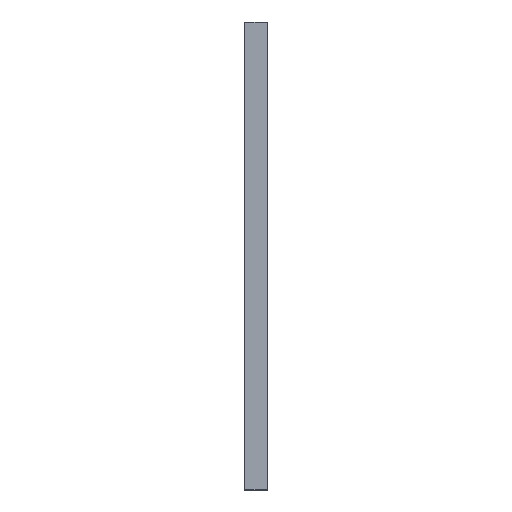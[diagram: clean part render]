
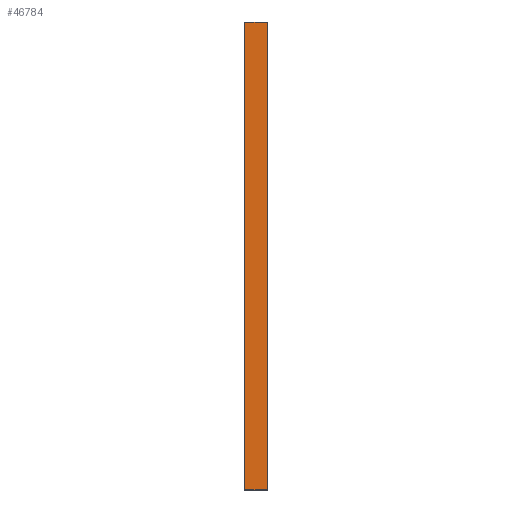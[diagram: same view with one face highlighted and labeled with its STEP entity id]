
A CAD part, front view. The second image highlights one B-rep face of the part: STEP entity #46784.
In plain terms, the highlighted planar face has unit normal (0, -1, 0).
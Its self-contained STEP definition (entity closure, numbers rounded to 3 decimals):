
#36920 = PLANE('',#36921);
#36921 = AXIS2_PLACEMENT_3D('',#36922,#36923,#36924);
#36922 = CARTESIAN_POINT('',(7.5,-15.45,0.05));
#36923 = DIRECTION('',(0.,0.707,0.707));
#36924 = DIRECTION('',(1.,0.,0.));
#37228 = PLANE('',#37229);
#37229 = AXIS2_PLACEMENT_3D('',#37230,#37231,#37232);
#37230 = CARTESIAN_POINT('',(7.5,-15.45,299.95));
#37231 = DIRECTION('',(0.,-0.707,
    0.707));
#37232 = DIRECTION('',(1.,0.,0.));
#37515 = PLANE('',#37516);
#37516 = AXIS2_PLACEMENT_3D('',#37517,#37518,#37519);
#37517 = CARTESIAN_POINT('',(-7.4,-15.4,0.));
#37518 = DIRECTION('',(-0.707,-0.707,
    0.));
#37519 = DIRECTION('',(0.,0.,1.));
#40881 = VERTEX_POINT('',#40882);
#40882 = CARTESIAN_POINT('',(7.4,-15.5,0.1));
#40903 = EDGE_CURVE('',#40881,#40904,#40906,.T.);
#40904 = VERTEX_POINT('',#40905);
#40905 = CARTESIAN_POINT('',(-7.3,-15.5,0.1));
#40906 = SURFACE_CURVE('',#40907,(#40911,#40918),.PCURVE_S1.);
#40907 = LINE('',#40908,#40909);
#40908 = CARTESIAN_POINT('',(7.5,-15.5,0.1));
#40909 = VECTOR('',#40910,1.);
#40910 = DIRECTION('',(-1.,0.,0.));
#40911 = PCURVE('',#36920,#40912);
#40912 = DEFINITIONAL_REPRESENTATION('',(#40913),#40917);
#40913 = LINE('',#40914,#40915);
#40914 = CARTESIAN_POINT('',(0.,-0.071));
#40915 = VECTOR('',#40916,1.);
#40916 = DIRECTION('',(-1.,0.));
#40917 = ( GEOMETRIC_REPRESENTATION_CONTEXT(2) 
PARAMETRIC_REPRESENTATION_CONTEXT() REPRESENTATION_CONTEXT('2D SPACE',''
  ) );
#40918 = PCURVE('',#40919,#40924);
#40919 = PLANE('',#40920);
#40920 = AXIS2_PLACEMENT_3D('',#40921,#40922,#40923);
#40921 = CARTESIAN_POINT('',(7.5,-15.5,0.));
#40922 = DIRECTION('',(0.,-1.,0.));
#40923 = DIRECTION('',(-1.,0.,0.));
#40924 = DEFINITIONAL_REPRESENTATION('',(#40925),#40929);
#40925 = LINE('',#40926,#40927);
#40926 = CARTESIAN_POINT('',(0.,-0.1));
#40927 = VECTOR('',#40928,1.);
#40928 = DIRECTION('',(1.,0.));
#40929 = ( GEOMETRIC_REPRESENTATION_CONTEXT(2) 
PARAMETRIC_REPRESENTATION_CONTEXT() REPRESENTATION_CONTEXT('2D SPACE',''
  ) );
#41196 = VERTEX_POINT('',#41197);
#41197 = CARTESIAN_POINT('',(7.4,-15.5,299.9));
#41218 = EDGE_CURVE('',#41196,#41219,#41221,.T.);
#41219 = VERTEX_POINT('',#41220);
#41220 = CARTESIAN_POINT('',(-7.3,-15.5,299.9));
#41221 = SURFACE_CURVE('',#41222,(#41226,#41233),.PCURVE_S1.);
#41222 = LINE('',#41223,#41224);
#41223 = CARTESIAN_POINT('',(7.5,-15.5,299.9));
#41224 = VECTOR('',#41225,1.);
#41225 = DIRECTION('',(-1.,0.,0.));
#41226 = PCURVE('',#37228,#41227);
#41227 = DEFINITIONAL_REPRESENTATION('',(#41228),#41232);
#41228 = LINE('',#41229,#41230);
#41229 = CARTESIAN_POINT('',(0.,-0.071));
#41230 = VECTOR('',#41231,1.);
#41231 = DIRECTION('',(-1.,0.));
#41232 = ( GEOMETRIC_REPRESENTATION_CONTEXT(2) 
PARAMETRIC_REPRESENTATION_CONTEXT() REPRESENTATION_CONTEXT('2D SPACE',''
  ) );
#41233 = PCURVE('',#40919,#41234);
#41234 = DEFINITIONAL_REPRESENTATION('',(#41235),#41239);
#41235 = LINE('',#41236,#41237);
#41236 = CARTESIAN_POINT('',(0.,-299.9));
#41237 = VECTOR('',#41238,1.);
#41238 = DIRECTION('',(1.,0.));
#41239 = ( GEOMETRIC_REPRESENTATION_CONTEXT(2) 
PARAMETRIC_REPRESENTATION_CONTEXT() REPRESENTATION_CONTEXT('2D SPACE',''
  ) );
#41375 = EDGE_CURVE('',#40904,#41219,#41376,.T.);
#41376 = SURFACE_CURVE('',#41377,(#41381,#41388),.PCURVE_S1.);
#41377 = LINE('',#41378,#41379);
#41378 = CARTESIAN_POINT('',(-7.3,-15.5,0.));
#41379 = VECTOR('',#41380,1.);
#41380 = DIRECTION('',(0.,0.,1.));
#41381 = PCURVE('',#37515,#41382);
#41382 = DEFINITIONAL_REPRESENTATION('',(#41383),#41387);
#41383 = LINE('',#41384,#41385);
#41384 = CARTESIAN_POINT('',(0.,-0.141));
#41385 = VECTOR('',#41386,1.);
#41386 = DIRECTION('',(1.,0.));
#41387 = ( GEOMETRIC_REPRESENTATION_CONTEXT(2) 
PARAMETRIC_REPRESENTATION_CONTEXT() REPRESENTATION_CONTEXT('2D SPACE',''
  ) );
#41388 = PCURVE('',#40919,#41389);
#41389 = DEFINITIONAL_REPRESENTATION('',(#41390),#41394);
#41390 = LINE('',#41391,#41392);
#41391 = CARTESIAN_POINT('',(14.8,0.));
#41392 = VECTOR('',#41393,1.);
#41393 = DIRECTION('',(0.,-1.));
#41394 = ( GEOMETRIC_REPRESENTATION_CONTEXT(2) 
PARAMETRIC_REPRESENTATION_CONTEXT() REPRESENTATION_CONTEXT('2D SPACE',''
  ) );
#46560 = PLANE('',#46561);
#46561 = AXIS2_PLACEMENT_3D('',#46562,#46563,#46564);
#46562 = CARTESIAN_POINT('',(7.45,-15.45,0.));
#46563 = DIRECTION('',(0.707,-0.707,0.));
#46564 = DIRECTION('',(0.,0.,1.));
#46784 = ADVANCED_FACE('',(#46785),#40919,.T.);
#46785 = FACE_BOUND('',#46786,.T.);
#46786 = EDGE_LOOP('',(#46787,#46808,#46809,#46810));
#46787 = ORIENTED_EDGE('',*,*,#46788,.T.);
#46788 = EDGE_CURVE('',#40881,#41196,#46789,.T.);
#46789 = SURFACE_CURVE('',#46790,(#46794,#46801),.PCURVE_S1.);
#46790 = LINE('',#46791,#46792);
#46791 = CARTESIAN_POINT('',(7.4,-15.5,0.));
#46792 = VECTOR('',#46793,1.);
#46793 = DIRECTION('',(0.,0.,1.));
#46794 = PCURVE('',#40919,#46795);
#46795 = DEFINITIONAL_REPRESENTATION('',(#46796),#46800);
#46796 = LINE('',#46797,#46798);
#46797 = CARTESIAN_POINT('',(0.1,0.));
#46798 = VECTOR('',#46799,1.);
#46799 = DIRECTION('',(0.,-1.));
#46800 = ( GEOMETRIC_REPRESENTATION_CONTEXT(2) 
PARAMETRIC_REPRESENTATION_CONTEXT() REPRESENTATION_CONTEXT('2D SPACE',''
  ) );
#46801 = PCURVE('',#46560,#46802);
#46802 = DEFINITIONAL_REPRESENTATION('',(#46803),#46807);
#46803 = LINE('',#46804,#46805);
#46804 = CARTESIAN_POINT('',(0.,0.071));
#46805 = VECTOR('',#46806,1.);
#46806 = DIRECTION('',(1.,0.));
#46807 = ( GEOMETRIC_REPRESENTATION_CONTEXT(2) 
PARAMETRIC_REPRESENTATION_CONTEXT() REPRESENTATION_CONTEXT('2D SPACE',''
  ) );
#46808 = ORIENTED_EDGE('',*,*,#41218,.T.);
#46809 = ORIENTED_EDGE('',*,*,#41375,.F.);
#46810 = ORIENTED_EDGE('',*,*,#40903,.F.);
